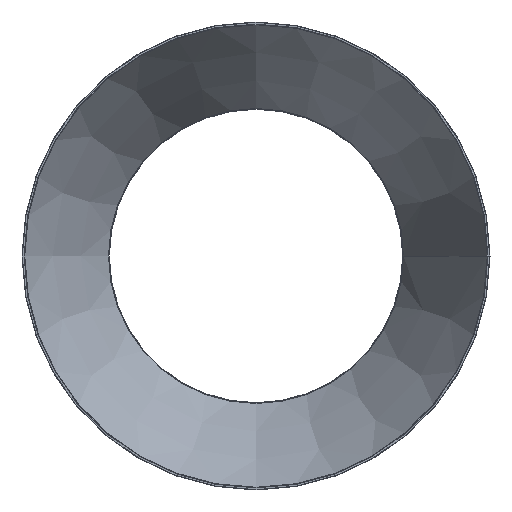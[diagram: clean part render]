
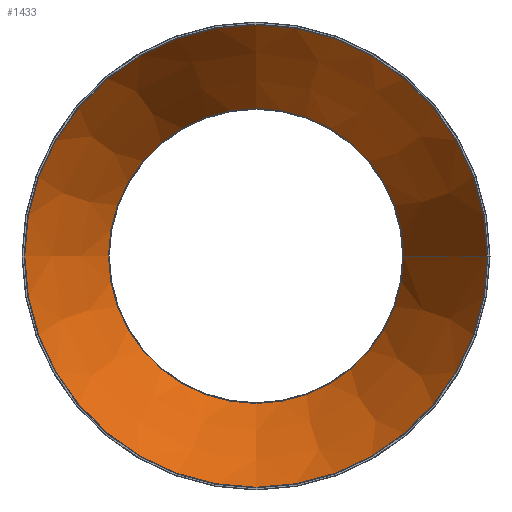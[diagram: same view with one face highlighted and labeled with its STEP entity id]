
A CAD part, front view. The second image highlights one B-rep face of the part: STEP entity #1433.
In plain terms, the highlighted conical face has half-angle 27.027 degrees and reference radius 625.559 mm.
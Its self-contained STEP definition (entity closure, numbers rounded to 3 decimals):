
#937=CARTESIAN_POINT('',(398.856,449.999,0.0));
#938=VERTEX_POINT('',#937);
#961=CARTESIAN_POINT('',(398.856,449.999,-0.007));
#962=VERTEX_POINT('',#961);
#1002=CARTESIAN_POINT('',(625.559,5.584,0.0));
#1003=VERTEX_POINT('',#1002);
#1010=CARTESIAN_POINT('',(398.856,449.999,0.0));
#1011=DIRECTION('',(0.454,-0.891,0.0));
#1012=VECTOR('',#1011,498.898);
#1013=LINE('',#1010,#1012);
#1014=EDGE_CURVE('',#938,#1003,#1013,.T.);
#1025=CARTESIAN_POINT('',(625.559,5.584,-0.011));
#1026=VERTEX_POINT('',#1025);
#1027=CARTESIAN_POINT('',(625.559,5.584,-0.011));
#1028=DIRECTION('',(-0.454,0.891,0.));
#1029=VECTOR('',#1028,498.898);
#1030=LINE('',#1027,#1029);
#1031=EDGE_CURVE('',#1026,#962,#1030,.T.);
#1404=CARTESIAN_POINT('',(0.,5.584,0.0));
#1405=DIRECTION('',(0.0,-1.0,0.0));
#1406=DIRECTION('',(1.0,0.0,0.0));
#1407=AXIS2_PLACEMENT_3D('',#1404,#1405,#1406);
#1408=CIRCLE('',#1407,625.559);
#1409=EDGE_CURVE('',#1003,#1026,#1408,.T.);
#1416=CARTESIAN_POINT('',(0.,5.584,0.0));
#1417=DIRECTION('',(0.,-1.0,0.0));
#1418=DIRECTION('',(1.,0.,0.));
#1419=AXIS2_PLACEMENT_3D('',#1416,#1417,#1418);
#1420=CONICAL_SURFACE('',#1419,625.559,27.027);
#1421=ORIENTED_EDGE('',*,*,#1031,.T.);
#1422=CARTESIAN_POINT('',(0.,449.999,0.0));
#1423=DIRECTION('',(0.0,-1.0,0.0));
#1424=DIRECTION('',(1.0,0.0,0.0));
#1425=AXIS2_PLACEMENT_3D('',#1422,#1423,#1424);
#1426=CIRCLE('',#1425,398.856);
#1427=EDGE_CURVE('',#938,#962,#1426,.T.);
#1428=ORIENTED_EDGE('',*,*,#1427,.F.);
#1429=ORIENTED_EDGE('',*,*,#1014,.T.);
#1430=ORIENTED_EDGE('',*,*,#1409,.T.);
#1431=EDGE_LOOP('',(#1421,#1428,#1429,#1430));
#1432=FACE_OUTER_BOUND('',#1431,.T.);
#1433=ADVANCED_FACE('',(#1432),#1420,.F.);
